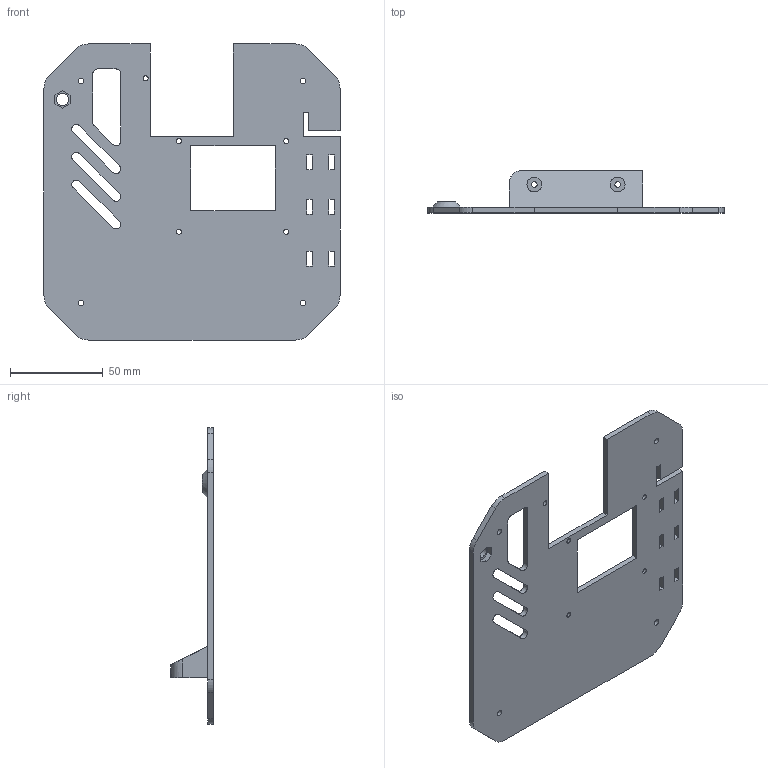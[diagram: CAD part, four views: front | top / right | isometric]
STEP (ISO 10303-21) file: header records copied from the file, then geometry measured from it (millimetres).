
FILE_DESCRIPTION(/* description */ (''),/* implementation_level */ '2;1');
FILE_NAME(/* name */ 'plate_02 v3.step',/* time_stamp */ '2021-12-17T14:33:06+01:00',/* author */ (''),/* organization */ (''),/* preprocessor_version */ 'ST-DEVELOPER v18.1',/* originating_system */ 'Autodesk Translation Framework v10.10.0.1391',/* authorisation */ '');
FILE_SCHEMA (('AUTOMOTIVE_DESIGN { 1 0 10303 214 3 1 1 }'));
Length unit declared in the file: millimetre
Products named in the file (1): plate_02
Bounding box: 160 x 23 x 160 mm (x, y, z)
Volume: 75550.1 mm3; surface area: 46765.1 mm2
Topology: 1 solids, 1 shells, 136 faces, 381 edges, 254 vertices
Faces by surface type: plane 85, cylinder 33, bspline 17, cone 1
Full cylindrical faces by diameter (mm): 2.7 x5, 3 x2, 3.2 x4, 6.5 x1, 8 x2
Entity records: 4529 total; most frequent: CARTESIAN_POINT 993, ORIENTED_EDGE 762, DIRECTION 655, EDGE_CURVE 381, LINE 279, VECTOR 279, VERTEX_POINT 254, EDGE_LOOP 189
